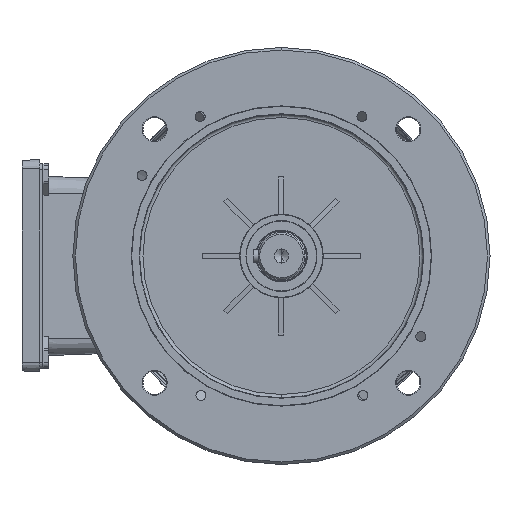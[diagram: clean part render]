
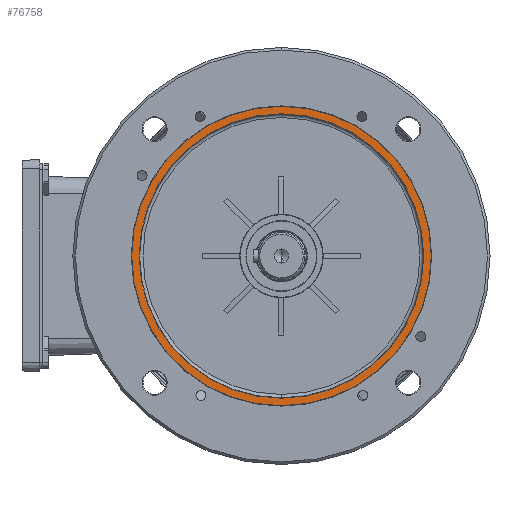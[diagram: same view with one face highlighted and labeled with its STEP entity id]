
A CAD part, left-side view. The second image highlights one B-rep face of the part: STEP entity #76758.
In plain terms, the highlighted face is planar.
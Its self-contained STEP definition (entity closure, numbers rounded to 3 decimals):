
#1882 = DIRECTION ( 'NONE',  ( 0., 0., -1. ) ) ;
#4480 = CARTESIAN_POINT ( 'NONE',  ( 8., 0., -89.75 ) ) ;
#6710 = EDGE_CURVE ( 'NONE', #115601, #103801, #41374, .T. ) ;
#10660 = DIRECTION ( 'NONE',  ( 0., 0., -1. ) ) ;
#14808 = DIRECTION ( 'NONE',  ( -1., 0., 0. ) ) ;
#18147 = CARTESIAN_POINT ( 'NONE',  ( 8., 0., -85.25 ) ) ;
#19067 = DIRECTION ( 'NONE',  ( 0., 0., -1. ) ) ;
#20742 = AXIS2_PLACEMENT_3D ( 'NONE', #82949, #128510, #26255 ) ;
#22392 = AXIS2_PLACEMENT_3D ( 'NONE', #52624, #144448, #19067 ) ;
#22763 = EDGE_CURVE ( 'NONE', #99507, #113498, #27833, .T. ) ;
#23331 = CARTESIAN_POINT ( 'NONE',  ( 8., 0., 0. ) ) ;
#23517 = CARTESIAN_POINT ( 'NONE',  ( 8., 90., 0. ) ) ;
#26255 = DIRECTION ( 'NONE',  ( 0., 0., -1. ) ) ;
#26709 = CARTESIAN_POINT ( 'NONE',  ( 8., 0., 0. ) ) ;
#27833 = CIRCLE ( 'NONE', #20742, 85.25 ) ;
#40066 = DIRECTION ( 'NONE',  ( 0., 0., -1. ) ) ;
#41374 = CIRCLE ( 'NONE', #22392, 89.75 ) ;
#44414 = CIRCLE ( 'NONE', #139469, 85.25 ) ;
#45101 = FACE_BOUND ( 'NONE', #97439, .T. ) ;
#46572 = PLANE ( 'NONE',  #47530 ) ;
#47530 = AXIS2_PLACEMENT_3D ( 'NONE', #23517, #58537, #1882 ) ;
#52624 = CARTESIAN_POINT ( 'NONE',  ( 8., 0., 0. ) ) ;
#58537 = DIRECTION ( 'NONE',  ( 1., 0., 0. ) ) ;
#59166 = CARTESIAN_POINT ( 'NONE',  ( 8., 0., 89.75 ) ) ;
#72572 = ORIENTED_EDGE ( 'NONE', *, *, #22763, .T. ) ;
#76758 = ADVANCED_FACE ( 'NONE', ( #45101, #103335 ), #46572, .T. ) ;
#81471 = DIRECTION ( 'NONE',  ( 1., 0., 0. ) ) ;
#82949 = CARTESIAN_POINT ( 'NONE',  ( 8., 0., 0. ) ) ;
#97147 = ORIENTED_EDGE ( 'NONE', *, *, #126912, .T. ) ;
#97439 = EDGE_LOOP ( 'NONE', ( #137197, #72572 ) ) ;
#99507 = VERTEX_POINT ( 'NONE', #131711 ) ;
#103335 = FACE_OUTER_BOUND ( 'NONE', #130803, .T. ) ;
#103801 = VERTEX_POINT ( 'NONE', #59166 ) ;
#113498 = VERTEX_POINT ( 'NONE', #18147 ) ;
#115601 = VERTEX_POINT ( 'NONE', #4480 ) ;
#126912 = EDGE_CURVE ( 'NONE', #103801, #115601, #128564, .T. ) ;
#128510 = DIRECTION ( 'NONE',  ( -1., 0., 0. ) ) ;
#128564 = CIRCLE ( 'NONE', #130998, 89.75 ) ;
#130803 = EDGE_LOOP ( 'NONE', ( #97147, #132583 ) ) ;
#130998 = AXIS2_PLACEMENT_3D ( 'NONE', #23331, #81471, #10660 ) ;
#131711 = CARTESIAN_POINT ( 'NONE',  ( 8., 0., 85.25 ) ) ;
#132583 = ORIENTED_EDGE ( 'NONE', *, *, #6710, .T. ) ;
#137197 = ORIENTED_EDGE ( 'NONE', *, *, #143448, .T. ) ;
#139469 = AXIS2_PLACEMENT_3D ( 'NONE', #26709, #14808, #40066 ) ;
#143448 = EDGE_CURVE ( 'NONE', #113498, #99507, #44414, .T. ) ;
#144448 = DIRECTION ( 'NONE',  ( 1., 0., 0. ) ) ;
